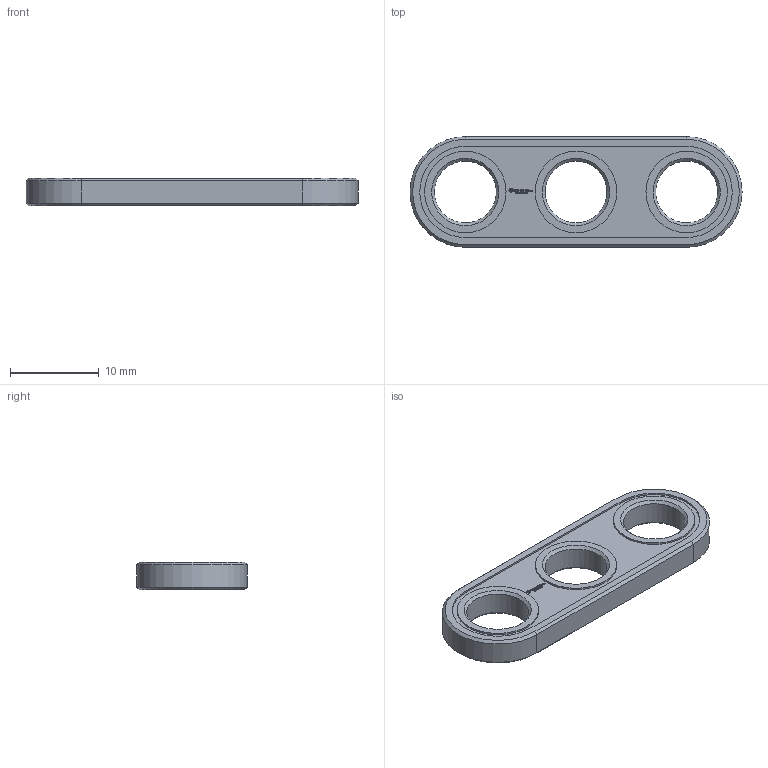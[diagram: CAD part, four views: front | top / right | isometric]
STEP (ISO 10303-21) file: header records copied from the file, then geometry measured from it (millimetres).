
FILE_DESCRIPTION(('FreeCAD Model'),'2;1');
FILE_NAME('Open CASCADE Shape Model','2021-03-06T13:24:23',( 'Paulo Kiefe'),('STEMFIE.org'),'Open CASCADE STEP processor 7.4', 'FreeCAD','Unknown');
FILE_SCHEMA(('AUTOMOTIVE_DESIGN { 1 0 10303 214 1 1 1 1 }'));
Length unit declared in the file: millimetre
Products named in the file (1): Brace_STR_STD_ERR_BU03x01x00.25_-_SPN-BRC-0002_(stemfie.org)
Bounding box: 37.5 x 12.5 x 3.12 mm (x, y, z)
Volume: 956.9 mm3; surface area: 1105.4 mm2
Topology: 1 solids, 1 shells, 539 faces, 1483 edges, 984 vertices
Faces by surface type: plane 315, extrusion 204, cone 10, cylinder 10
Full cylindrical faces by diameter (mm): 7 x3, 9.2 x3
Entity records: 37825 total; most frequent: CARTESIAN_POINT 9765, DIRECTION 4329, VECTOR 3580, LINE 3376, ORIENTED_EDGE 2966, PCURVE 2966, DEFINITIONAL_REPRESENTATION 2966, EDGE_CURVE 1483
